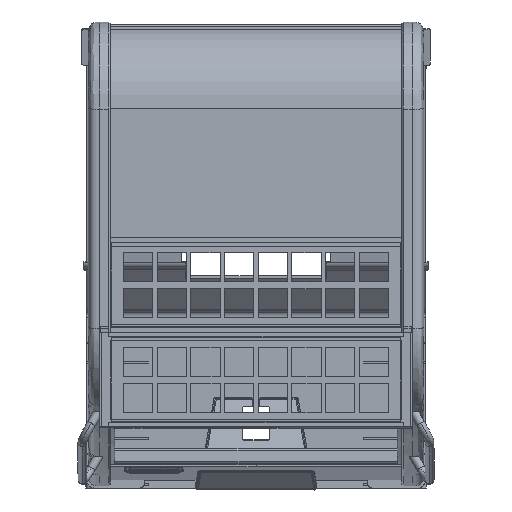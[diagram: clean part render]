
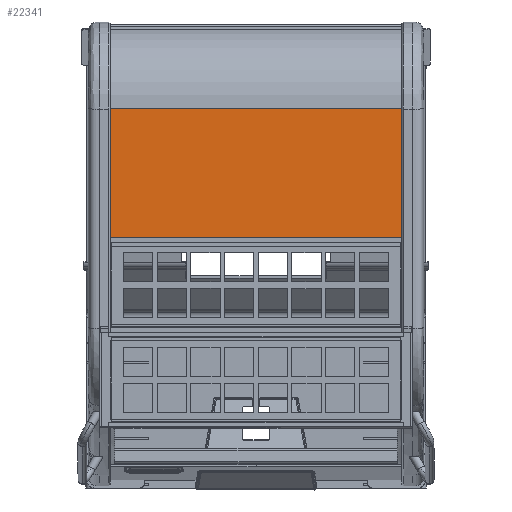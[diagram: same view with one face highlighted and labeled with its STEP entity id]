
A CAD part, top view. The second image highlights one B-rep face of the part: STEP entity #22341.
In plain terms, the highlighted planar face has unit normal (0, 0, 1).
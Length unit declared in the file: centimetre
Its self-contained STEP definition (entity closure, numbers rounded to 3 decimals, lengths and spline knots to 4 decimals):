
#1714 = CARTESIAN_POINT ( 'NONE',  ( 42.112, -52.4421, 194.7379 ) ) ;
#2262 = EDGE_CURVE ( 'NONE', #36171, #13920, #23709, .T. ) ;
#2916 = DIRECTION ( 'NONE',  ( 0., -1., 0. ) ) ;
#4848 = DIRECTION ( 'NONE',  ( 1., 0., 0. ) ) ;
#7206 = DIRECTION ( 'NONE',  ( 0., 1., 0. ) ) ;
#7410 = LINE ( 'NONE', #28036, #17682 ) ;
#8221 = FACE_OUTER_BOUND ( 'NONE', #21693, .T. ) ;
#9557 = AXIS2_PLACEMENT_3D ( 'NONE', #35918, #29819, #2916 ) ;
#11579 = VECTOR ( 'NONE', #35306, 100. ) ;
#13308 = LINE ( 'NONE', #1714, #31091 ) ;
#13920 = VERTEX_POINT ( 'NONE', #24305 ) ;
#14412 = ORIENTED_EDGE ( 'NONE', *, *, #2262, .T. ) ;
#15655 = CARTESIAN_POINT ( 'NONE',  ( 42.112, -78.5781, 194.7379 ) ) ;
#15851 = CARTESIAN_POINT ( 'NONE',  ( -42.112, -78.5781, 194.7379 ) ) ;
#16836 = CARTESIAN_POINT ( 'NONE',  ( -42.1122, -78.5781, 194.7379 ) ) ;
#17510 = ORIENTED_EDGE ( 'NONE', *, *, #38530, .F. ) ;
#17682 = VECTOR ( 'NONE', #7206, 100. ) ;
#19716 = ORIENTED_EDGE ( 'NONE', *, *, #30821, .F. ) ;
#21693 = EDGE_LOOP ( 'NONE', ( #17510, #28968, #14412, #19716 ) ) ;
#22341 = ADVANCED_FACE ( 'NONE', ( #8221 ), #38480, .T. ) ;
#23296 = CARTESIAN_POINT ( 'NONE',  ( -42.1122, -115.8086, 194.7379 ) ) ;
#23709 = LINE ( 'NONE', #23296, #11579 ) ;
#23758 = EDGE_CURVE ( 'NONE', #36171, #23781, #7410, .T. ) ;
#23781 = VERTEX_POINT ( 'NONE', #15851 ) ;
#24258 = CARTESIAN_POINT ( 'NONE',  ( -42.112, -115.8086, 194.7379 ) ) ;
#24305 = CARTESIAN_POINT ( 'NONE',  ( 42.112, -115.8086, 194.7379 ) ) ;
#25282 = DIRECTION ( 'NONE',  ( 0., -1., 0. ) ) ;
#28036 = CARTESIAN_POINT ( 'NONE',  ( -42.112, -52.4421, 194.7379 ) ) ;
#28968 = ORIENTED_EDGE ( 'NONE', *, *, #23758, .F. ) ;
#29819 = DIRECTION ( 'NONE',  ( 0., 0., 1. ) ) ;
#29984 = VECTOR ( 'NONE', #4848, 100. ) ;
#30821 = EDGE_CURVE ( 'NONE', #34854, #13920, #13308, .T. ) ;
#31091 = VECTOR ( 'NONE', #25282, 100. ) ;
#34854 = VERTEX_POINT ( 'NONE', #15655 ) ;
#35306 = DIRECTION ( 'NONE',  ( 1., 0., 0. ) ) ;
#35918 = CARTESIAN_POINT ( 'NONE',  ( -42.1122, -52.4421, 194.7379 ) ) ;
#36171 = VERTEX_POINT ( 'NONE', #24258 ) ;
#37668 = LINE ( 'NONE', #16836, #29984 ) ;
#38480 = PLANE ( 'NONE',  #9557 ) ;
#38530 = EDGE_CURVE ( 'NONE', #23781, #34854, #37668, .T. ) ;
